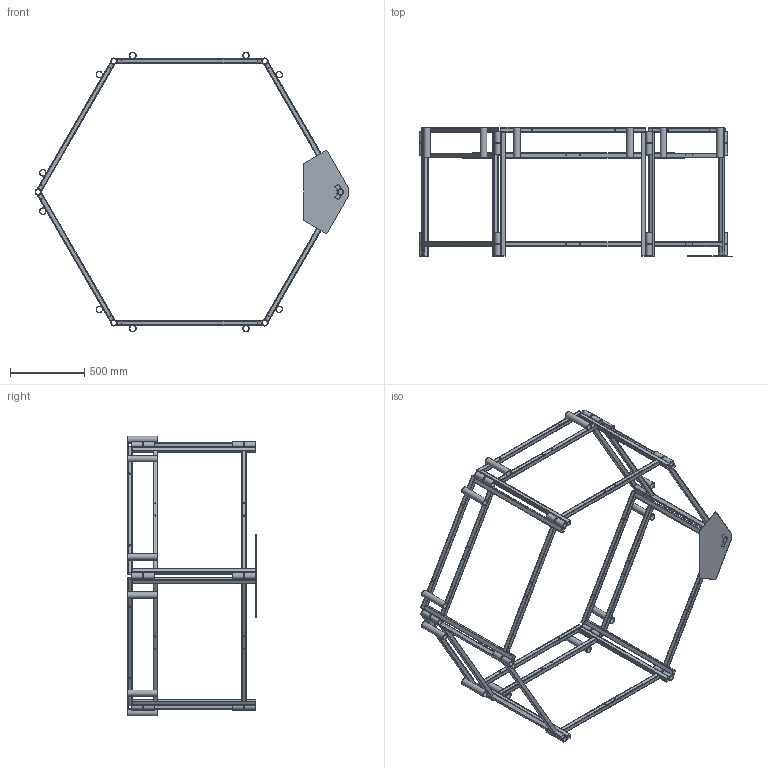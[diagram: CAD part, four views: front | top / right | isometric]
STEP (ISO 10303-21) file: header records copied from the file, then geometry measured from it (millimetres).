
FILE_DESCRIPTION(/* description */ (''),/* implementation_level */ '2;1');
FILE_NAME(/* name */ 'GE-17026_ASM_28_ASM.stp',/* time_stamp */ '2017-01-08T12:11:38-05:00',/* author */ ('jeff1'),/* organization */ (''),/* preprocessor_version */ 'ST-DEVELOPER v16.5',/* originating_system */ 'Autodesk Inventor 2017',/* authorisation */ '');
FILE_SCHEMA (('AUTOMOTIVE_DESIGN { 1 0 10303 214 3 1 1 }'));
Length unit declared in the file: inch
Products named in the file (8): GE-17026_ASM_28_ASM; GE-17027_ASM_31_ASM; GE-17027-02_13; GE-17027-01_11; GE-17027-03_12; GE-17027-04_6; GE-17027-05_5; GE-17286-01_5
Assembly tree (18 placements, depth 3):
  GE-17026_ASM_28_ASM
    GE-17027_ASM_31_ASM  x6
      GE-17027-01_11
      GE-17027-02_13
      GE-17027-03_12
      GE-17027-04_6
      GE-17027-05_5
    GE-17286-01_5
Bounding box: 2111.03 x 866.77 x 1881.95 mm (x, y, z)
Volume: 11360234.4 mm3; surface area: 7316102 mm2
Topology: 67 solids, 67 shells, 716 faces, 1746 edges, 1164 vertices
Faces by surface type: plane 380, cylinder 336
Full cylindrical faces by diameter (mm): 6.731 x72, 35.052 x24, 39.624 x12, 42.164 x24, 44.45 x12
Entity records: 2547 total; most frequent: DIRECTION 438, CARTESIAN_POINT 398, ORIENTED_EDGE 348, EDGE_CURVE 174, AXIS2_PLACEMENT_3D 164, VERTEX_POINT 124, EDGE_LOOP 112, LINE 110
